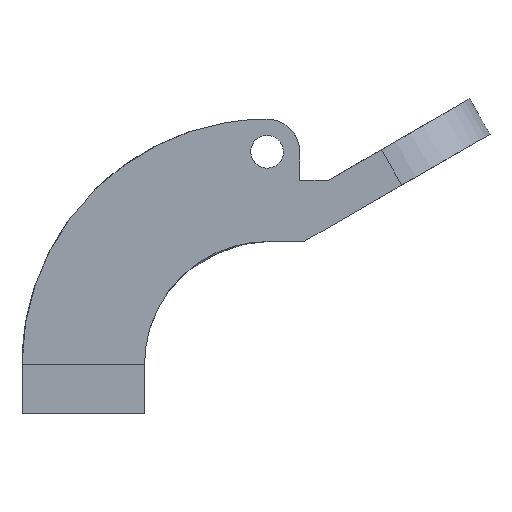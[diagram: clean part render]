
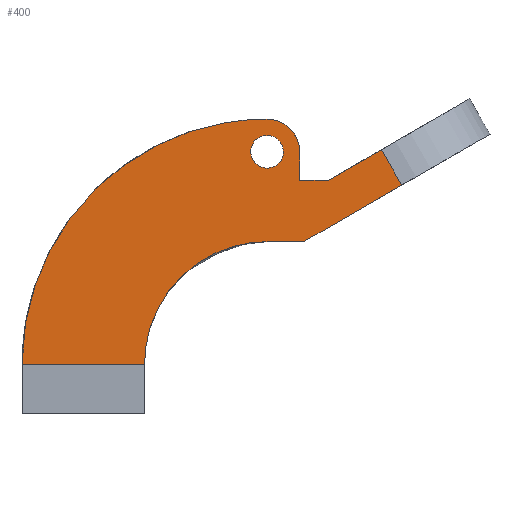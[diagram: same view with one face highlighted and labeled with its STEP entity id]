
A CAD part, left-side view. The second image highlights one B-rep face of the part: STEP entity #400.
In plain terms, the highlighted free-form (B-spline) face has degree [1, 1] with [2, 2] control points.
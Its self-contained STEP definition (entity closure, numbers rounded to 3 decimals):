
#160 = VERTEX_POINT('',#161);
#161 = CARTESIAN_POINT('',(-37.282,-44.739,
    62.634));
#199 = VERTEX_POINT('',#200);
#200 = CARTESIAN_POINT('',(-37.282,0.,
    17.896));
#205 = EDGE_CURVE('',#199,#160,#206,.T.);
#206 = ( BOUNDED_CURVE() B_SPLINE_CURVE(2,(#207,#208,#209),
.UNSPECIFIED.,.F.,.F.) B_SPLINE_CURVE_WITH_KNOTS((3,3),(0.,
1.571),.PIECEWISE_BEZIER_KNOTS.) CURVE() 
GEOMETRIC_REPRESENTATION_ITEM() RATIONAL_B_SPLINE_CURVE((1.,
0.707,1.)) REPRESENTATION_ITEM('') );
#207 = CARTESIAN_POINT('',(-37.282,0.,17.896));
#208 = CARTESIAN_POINT('',(-37.282,0.,
    62.634));
#209 = CARTESIAN_POINT('',(-37.282,-44.739,
    62.634));
#247 = VERTEX_POINT('',#248);
#248 = CARTESIAN_POINT('',(-37.282,-44.739,
    107.373));
#309 = VERTEX_POINT('',#310);
#310 = CARTESIAN_POINT('',(-37.282,44.739,
    17.896));
#315 = EDGE_CURVE('',#309,#247,#316,.T.);
#316 = ( BOUNDED_CURVE() B_SPLINE_CURVE(2,(#317,#318,#319),
.UNSPECIFIED.,.F.,.F.) B_SPLINE_CURVE_WITH_KNOTS((3,3),(0.,
1.571),.PIECEWISE_BEZIER_KNOTS.) CURVE() 
GEOMETRIC_REPRESENTATION_ITEM() RATIONAL_B_SPLINE_CURVE((1.,
0.707,1.)) REPRESENTATION_ITEM('') );
#317 = CARTESIAN_POINT('',(-37.282,44.739,
    17.896));
#318 = CARTESIAN_POINT('',(-37.282,44.739,
    107.373));
#319 = CARTESIAN_POINT('',(-37.282,-44.739,
    107.373));
#400 = ADVANCED_FACE('',(#401,#458),#472,.F.);
#401 = FACE_BOUND('',#402,.F.);
#402 = EDGE_LOOP('',(#403,#404,#409,#410,#418,#425,#432,#439,#446,#453)
  );
#403 = ORIENTED_EDGE('',*,*,#205,.F.);
#404 = ORIENTED_EDGE('',*,*,#405,.F.);
#405 = EDGE_CURVE('',#309,#199,#406,.T.);
#406 = B_SPLINE_CURVE_WITH_KNOTS('',1,(#407,#408),.UNSPECIFIED.,.F.,.F.,
  (2,2),(-28.048,1.952),.PIECEWISE_BEZIER_KNOTS.);
#407 = CARTESIAN_POINT('',(-37.282,44.739,
    17.896));
#408 = CARTESIAN_POINT('',(-37.282,0.,
    17.896));
#409 = ORIENTED_EDGE('',*,*,#315,.T.);
#410 = ORIENTED_EDGE('',*,*,#411,.T.);
#411 = EDGE_CURVE('',#247,#412,#414,.T.);
#412 = VERTEX_POINT('',#413);
#413 = CARTESIAN_POINT('',(-37.282,-56.669,
    95.443));
#414 = ( BOUNDED_CURVE() B_SPLINE_CURVE(2,(#415,#416,#417),
.UNSPECIFIED.,.F.,.F.) B_SPLINE_CURVE_WITH_KNOTS((3,3),(1.571,
3.142),.PIECEWISE_BEZIER_KNOTS.) CURVE() 
GEOMETRIC_REPRESENTATION_ITEM() RATIONAL_B_SPLINE_CURVE((1.,
0.707,1.)) REPRESENTATION_ITEM('') );
#415 = CARTESIAN_POINT('',(-37.282,-44.739,
    107.373));
#416 = CARTESIAN_POINT('',(-37.282,-56.669,
    107.373));
#417 = CARTESIAN_POINT('',(-37.282,-56.669,
    95.443));
#418 = ORIENTED_EDGE('',*,*,#419,.T.);
#419 = EDGE_CURVE('',#412,#420,#422,.T.);
#420 = VERTEX_POINT('',#421);
#421 = CARTESIAN_POINT('',(-37.282,-56.669,
    85.004));
#422 = B_SPLINE_CURVE_WITH_KNOTS('',1,(#423,#424),.UNSPECIFIED.,.F.,.F.,
  (2,2),(0.,7.),.PIECEWISE_BEZIER_KNOTS.);
#423 = CARTESIAN_POINT('',(-37.282,-56.669,
    95.443));
#424 = CARTESIAN_POINT('',(-37.282,-56.669,
    85.004));
#425 = ORIENTED_EDGE('',*,*,#426,.T.);
#426 = EDGE_CURVE('',#420,#427,#429,.T.);
#427 = VERTEX_POINT('',#428);
#428 = CARTESIAN_POINT('',(-37.282,-67.108,
    85.004));
#429 = B_SPLINE_CURVE_WITH_KNOTS('',1,(#430,#431),.UNSPECIFIED.,.F.,.F.,
  (2,2),(0.,7.),.PIECEWISE_BEZIER_KNOTS.);
#430 = CARTESIAN_POINT('',(-37.282,-56.669,
    85.004));
#431 = CARTESIAN_POINT('',(-37.282,-67.108,
    85.004));
#432 = ORIENTED_EDGE('',*,*,#433,.T.);
#433 = EDGE_CURVE('',#427,#434,#436,.T.);
#434 = VERTEX_POINT('',#435);
#435 = CARTESIAN_POINT('',(-37.282,-86.481,
    96.189));
#436 = B_SPLINE_CURVE_WITH_KNOTS('',1,(#437,#438),.UNSPECIFIED.,.F.,.F.,
  (2,2),(0.,15.),.PIECEWISE_BEZIER_KNOTS.);
#437 = CARTESIAN_POINT('',(-37.282,-67.108,
    85.004));
#438 = CARTESIAN_POINT('',(-37.282,-86.481,
    96.189));
#439 = ORIENTED_EDGE('',*,*,#440,.T.);
#440 = EDGE_CURVE('',#434,#441,#443,.T.);
#441 = VERTEX_POINT('',#442);
#442 = CARTESIAN_POINT('',(-37.282,-93.937,
    83.274));
#443 = B_SPLINE_CURVE_WITH_KNOTS('',1,(#444,#445),.UNSPECIFIED.,.F.,.F.,
  (2,2),(0.,10.),.PIECEWISE_BEZIER_KNOTS.);
#444 = CARTESIAN_POINT('',(-37.282,-86.481,
    96.189));
#445 = CARTESIAN_POINT('',(-37.282,-93.937,
    83.274));
#446 = ORIENTED_EDGE('',*,*,#447,.F.);
#447 = EDGE_CURVE('',#448,#441,#450,.T.);
#448 = VERTEX_POINT('',#449);
#449 = CARTESIAN_POINT('',(-37.282,-58.189,
    62.634));
#450 = B_SPLINE_CURVE_WITH_KNOTS('',1,(#451,#452),.UNSPECIFIED.,.F.,.F.,
  (2,2),(0.,27.679),.PIECEWISE_BEZIER_KNOTS.);
#451 = CARTESIAN_POINT('',(-37.282,-58.189,
    62.634));
#452 = CARTESIAN_POINT('',(-37.282,-93.937,
    83.274));
#453 = ORIENTED_EDGE('',*,*,#454,.F.);
#454 = EDGE_CURVE('',#160,#448,#455,.T.);
#455 = B_SPLINE_CURVE_WITH_KNOTS('',1,(#456,#457),.UNSPECIFIED.,.F.,.F.,
  (2,2),(0.,9.019),.PIECEWISE_BEZIER_KNOTS.);
#456 = CARTESIAN_POINT('',(-37.282,-44.739,
    62.634));
#457 = CARTESIAN_POINT('',(-37.282,-58.189,
    62.634));
#458 = FACE_BOUND('',#459,.F.);
#459 = EDGE_LOOP('',(#460));
#460 = ORIENTED_EDGE('',*,*,#461,.F.);
#461 = EDGE_CURVE('',#462,#462,#464,.T.);
#462 = VERTEX_POINT('',#463);
#463 = CARTESIAN_POINT('',(-37.282,-38.774,
    95.443));
#464 = ( BOUNDED_CURVE() B_SPLINE_CURVE(2,(#465,#466,#467,#468,#469,#470
,#471),.UNSPECIFIED.,.T.,.F.) B_SPLINE_CURVE_WITH_KNOTS((1,2,2,2,2,1),(
    -2.094,0.,2.094,4.189,6.283,
8.378),.UNSPECIFIED.) CURVE() GEOMETRIC_REPRESENTATION_ITEM() 
RATIONAL_B_SPLINE_CURVE((1.,0.5,1.,0.5,1.,0.5,1.)) REPRESENTATION_ITEM(
  '') );
#465 = CARTESIAN_POINT('',(-37.282,-38.774,
    95.443));
#466 = CARTESIAN_POINT('',(-37.282,-38.774,
    105.775));
#467 = CARTESIAN_POINT('',(-37.282,-47.721,
    100.609));
#468 = CARTESIAN_POINT('',(-37.282,-56.669,
    95.443));
#469 = CARTESIAN_POINT('',(-37.282,-47.721,
    90.277));
#470 = CARTESIAN_POINT('',(-37.282,-38.774,
    85.111));
#471 = CARTESIAN_POINT('',(-37.282,-38.774,
    95.443));
#472 = B_SPLINE_SURFACE_WITH_KNOTS('',1,1,(
    (#473,#474)
    ,(#475,#476
    )),.UNSPECIFIED.,.F.,.F.,.F.,(2,2),(2,2),(-27.353,
    32.647),(-41.095,51.895),
  .PIECEWISE_BEZIER_KNOTS.);
#473 = CARTESIAN_POINT('',(-37.282,44.739,
    17.896));
#474 = CARTESIAN_POINT('',(-37.282,-93.937,
    17.896));
#475 = CARTESIAN_POINT('',(-37.282,44.739,
    107.373));
#476 = CARTESIAN_POINT('',(-37.282,-93.937,
    107.373));
